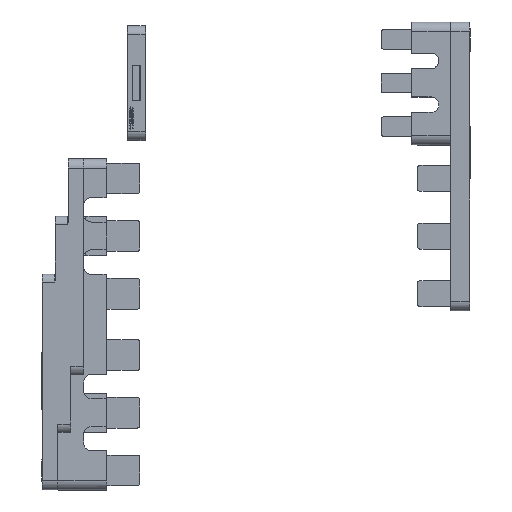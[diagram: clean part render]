
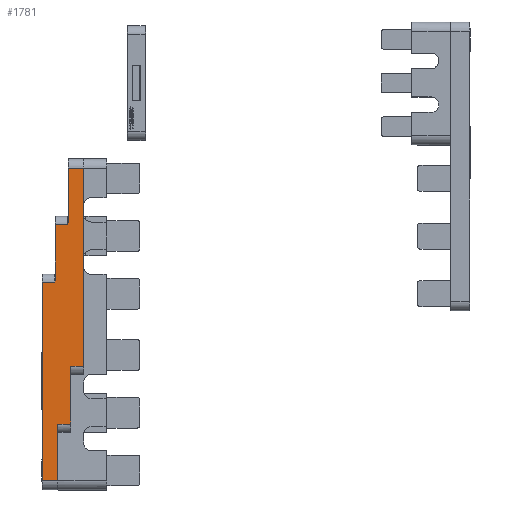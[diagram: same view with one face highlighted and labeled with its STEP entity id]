
A CAD part, top view. The second image highlights one B-rep face of the part: STEP entity #1781.
In plain terms, the highlighted planar face has unit normal (0, 0, 1).
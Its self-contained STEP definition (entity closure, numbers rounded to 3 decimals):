
#701=PLANE('',#15726);
#1149=B_SPLINE_CURVE_WITH_KNOTS('',3,(#23385,#23386,#23387,#23388,#23389,
#23390,#23391,#23392,#23393,#23394),.UNSPECIFIED.,.F.,.F.,(4,3,3,4),(0.,
0.477,0.993,1.),.UNSPECIFIED.);
#1150=B_SPLINE_CURVE_WITH_KNOTS('',3,(#23407,#23408,#23409,#23410,#23411,
#23412,#23413,#23414,#23415,#23416),.UNSPECIFIED.,.F.,.F.,(4,3,3,4),(0.,
0.477,0.993,1.),.UNSPECIFIED.);
#1781=ADVANCED_FACE('',(#2731),#701,.T.);
#2731=FACE_OUTER_BOUND('',#3494,.T.);
#3494=EDGE_LOOP('',(#8366,#8367,#8368,#8369,#8370,#8371,#8372,#8373,#8374,
#8375,#8376,#8377,#8378,#8379,#8380,#8381));
#4054=LINE('',#20508,#5392);
#4098=LINE('',#20845,#5436);
#4099=LINE('',#20849,#5437);
#4251=LINE('',#22130,#5606);
#4253=LINE('',#22138,#5608);
#4381=LINE('',#22979,#5742);
#4514=LINE('',#23292,#5875);
#4515=LINE('',#23294,#5876);
#4516=LINE('',#23300,#5877);
#4517=LINE('',#23302,#5878);
#4518=LINE('',#23304,#5879);
#4519=LINE('',#23308,#5880);
#4520=LINE('',#23312,#5881);
#4521=LINE('',#23314,#5882);
#5392=VECTOR('',#16560,1.);
#5436=VECTOR('',#16718,1.);
#5437=VECTOR('',#16723,1.);
#5606=VECTOR('',#17094,1.);
#5608=VECTOR('',#17102,1.);
#5742=VECTOR('',#17506,1.);
#5875=VECTOR('',#17819,1.);
#5876=VECTOR('',#17822,1.);
#5877=VECTOR('',#17829,1.);
#5878=VECTOR('',#17830,1.);
#5879=VECTOR('',#17833,1.);
#5880=VECTOR('',#17838,1.);
#5881=VECTOR('',#17843,1.);
#5882=VECTOR('',#17844,1.);
#8366=ORIENTED_EDGE('',*,*,#13353,.T.);
#8367=ORIENTED_EDGE('',*,*,#13352,.T.);
#8368=ORIENTED_EDGE('',*,*,#13356,.T.);
#8369=ORIENTED_EDGE('',*,*,#13359,.F.);
#8370=ORIENTED_EDGE('',*,*,#13358,.F.);
#8371=ORIENTED_EDGE('',*,*,#13354,.T.);
#8372=ORIENTED_EDGE('',*,*,#13184,.F.);
#8373=ORIENTED_EDGE('',*,*,#13348,.T.);
#8374=ORIENTED_EDGE('',*,*,#12671,.T.);
#8375=ORIENTED_EDGE('',*,*,#13388,.T.);
#8376=ORIENTED_EDGE('',*,*,#12956,.T.);
#8377=ORIENTED_EDGE('',*,*,#12580,.T.);
#8378=ORIENTED_EDGE('',*,*,#13389,.T.);
#8379=ORIENTED_EDGE('',*,*,#12952,.T.);
#8380=ORIENTED_EDGE('',*,*,#12669,.T.);
#8381=ORIENTED_EDGE('',*,*,#13349,.T.);
#11010=VERTEX_POINT('',#20502);
#11013=VERTEX_POINT('',#20507);
#11097=VERTEX_POINT('',#20844);
#11098=VERTEX_POINT('',#20846);
#11099=VERTEX_POINT('',#20850);
#11100=VERTEX_POINT('',#20851);
#11299=VERTEX_POINT('',#22131);
#11302=VERTEX_POINT('',#22139);
#11433=VERTEX_POINT('',#22978);
#11434=VERTEX_POINT('',#22980);
#11524=VERTEX_POINT('',#23295);
#11525=VERTEX_POINT('',#23299);
#11526=VERTEX_POINT('',#23301);
#11527=VERTEX_POINT('',#23305);
#11528=VERTEX_POINT('',#23309);
#11529=VERTEX_POINT('',#23313);
#12580=EDGE_CURVE('',#11010,#11013,#4054,.T.);
#12669=EDGE_CURVE('',#11098,#11097,#4098,.T.);
#12671=EDGE_CURVE('',#11099,#11100,#4099,.T.);
#12952=EDGE_CURVE('',#11299,#11098,#4251,.T.);
#12956=EDGE_CURVE('',#11302,#11010,#4253,.T.);
#13184=EDGE_CURVE('',#11433,#11434,#4381,.T.);
#13348=EDGE_CURVE('',#11433,#11099,#4514,.T.);
#13349=EDGE_CURVE('',#11097,#11524,#4515,.T.);
#13352=EDGE_CURVE('',#11526,#11525,#4516,.T.);
#13353=EDGE_CURVE('',#11524,#11526,#4517,.T.);
#13354=EDGE_CURVE('',#11527,#11434,#4518,.T.);
#13356=EDGE_CURVE('',#11525,#11528,#4519,.T.);
#13358=EDGE_CURVE('',#11527,#11529,#4520,.T.);
#13359=EDGE_CURVE('',#11529,#11528,#4521,.T.);
#13388=EDGE_CURVE('',#11100,#11302,#1149,.T.);
#13389=EDGE_CURVE('',#11013,#11299,#1150,.T.);
#15726=AXIS2_PLACEMENT_3D('',#23417,#17935,#17936);
#16560=DIRECTION('',(0.,-1.,0.));
#16718=DIRECTION('',(0.,-1.,0.));
#16723=DIRECTION('',(0.,-1.,0.));
#17094=DIRECTION('',(-1.,0.,0.));
#17102=DIRECTION('',(-1.,0.,0.));
#17506=DIRECTION('',(0.,-1.,0.));
#17819=DIRECTION('',(-1.,0.,0.));
#17822=DIRECTION('',(1.,0.,0.));
#17829=DIRECTION('',(0.,1.,0.));
#17830=DIRECTION('',(0.,1.,0.));
#17833=DIRECTION('',(1.,0.,0.));
#17838=DIRECTION('',(1.,0.,0.));
#17843=DIRECTION('',(0.,-1.,0.));
#17844=DIRECTION('',(0.,-1.,0.));
#17935=DIRECTION('',(0.,0.,1.));
#17936=DIRECTION('',(0.,1.,0.));
#20502=CARTESIAN_POINT('',(-94.7,40.4,100.2));
#20507=CARTESIAN_POINT('',(-94.7,17.549,100.2));
#20508=CARTESIAN_POINT('',(-94.7,68.3,100.2));
#20844=CARTESIAN_POINT('',(-100.2,-68.3,100.2));
#20845=CARTESIAN_POINT('',(-100.2,68.3,100.2));
#20846=CARTESIAN_POINT('',(-100.2,15.9,100.2));
#20849=CARTESIAN_POINT('',(-89.2,40.4,100.2));
#20850=CARTESIAN_POINT('',(-89.2,64.3,100.2));
#20851=CARTESIAN_POINT('',(-89.2,42.049,100.2));
#22130=CARTESIAN_POINT('',(-99.,15.9,100.2));
#22131=CARTESIAN_POINT('',(-95.1,15.9,100.2));
#22138=CARTESIAN_POINT('',(-94.2,40.4,100.2));
#22139=CARTESIAN_POINT('',(-89.6,40.4,100.2));
#22978=CARTESIAN_POINT('',(-82.8,64.3,100.2));
#22979=CARTESIAN_POINT('',(-82.8,-43.503,100.2));
#22980=CARTESIAN_POINT('',(-82.8,-19.836,100.2));
#23292=CARTESIAN_POINT('',(-89.4,64.3,100.2));
#23294=CARTESIAN_POINT('',(-92.2,-68.3,100.2));
#23295=CARTESIAN_POINT('',(-93.8,-68.3,100.2));
#23299=CARTESIAN_POINT('',(-93.8,-44.336,100.2));
#23300=CARTESIAN_POINT('',(-93.8,68.3,100.2));
#23301=CARTESIAN_POINT('',(-93.8,-46.125,100.2));
#23302=CARTESIAN_POINT('',(-93.8,68.3,100.2));
#23304=CARTESIAN_POINT('',(-83.,-19.836,100.2));
#23305=CARTESIAN_POINT('',(-88.3,-19.836,100.2));
#23308=CARTESIAN_POINT('',(-87.8,-44.336,100.2));
#23309=CARTESIAN_POINT('',(-88.3,-44.336,100.2));
#23312=CARTESIAN_POINT('',(-88.3,-59.066,100.2));
#23313=CARTESIAN_POINT('',(-88.3,-21.625,100.2));
#23314=CARTESIAN_POINT('',(-88.3,-59.066,100.2));
#23385=CARTESIAN_POINT('',(-89.2,42.049,100.2));
#23386=CARTESIAN_POINT('',(-89.2,41.779,100.2));
#23387=CARTESIAN_POINT('',(-89.254,41.51,100.2));
#23388=CARTESIAN_POINT('',(-89.324,41.249,100.2));
#23389=CARTESIAN_POINT('',(-89.4,40.965,100.2));
#23390=CARTESIAN_POINT('',(-89.498,40.688,100.2));
#23391=CARTESIAN_POINT('',(-89.596,40.411,100.2));
#23392=CARTESIAN_POINT('',(-89.597,40.407,100.2));
#23393=CARTESIAN_POINT('',(-89.599,40.404,100.2));
#23394=CARTESIAN_POINT('',(-89.6,40.4,100.2));
#23407=CARTESIAN_POINT('',(-94.7,17.549,100.2));
#23408=CARTESIAN_POINT('',(-94.7,17.279,100.2));
#23409=CARTESIAN_POINT('',(-94.754,17.01,100.2));
#23410=CARTESIAN_POINT('',(-94.824,16.749,100.2));
#23411=CARTESIAN_POINT('',(-94.9,16.465,100.2));
#23412=CARTESIAN_POINT('',(-94.998,16.188,100.2));
#23413=CARTESIAN_POINT('',(-95.096,15.911,100.2));
#23414=CARTESIAN_POINT('',(-95.097,15.907,100.2));
#23415=CARTESIAN_POINT('',(-95.099,15.904,100.2));
#23416=CARTESIAN_POINT('',(-95.1,15.9,100.2));
#23417=CARTESIAN_POINT('',(-89.4,68.3,100.2));
